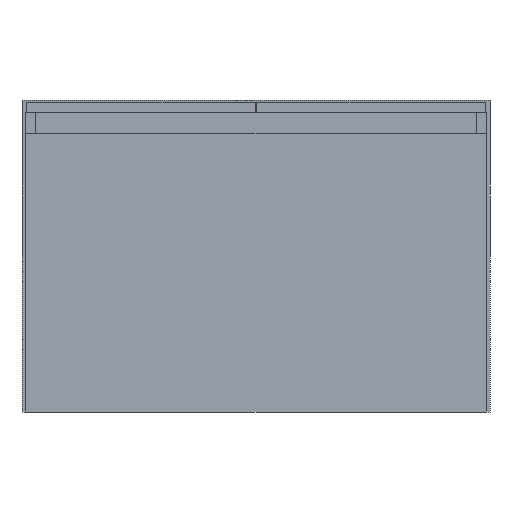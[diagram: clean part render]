
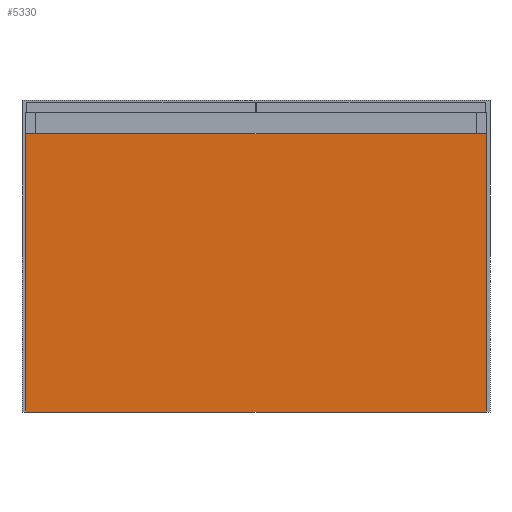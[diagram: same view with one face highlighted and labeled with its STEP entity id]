
A CAD part, front view. The second image highlights one B-rep face of the part: STEP entity #5330.
In plain terms, the highlighted planar face has unit normal (0, -1, 0).
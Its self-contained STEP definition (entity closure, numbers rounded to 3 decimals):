
#59 = EDGE_CURVE ( 'NONE', #1716, #5340, #4717, .T. ) ;
#118 = ORIENTED_EDGE ( 'NONE', *, *, #5265, .T. ) ;
#166 = ORIENTED_EDGE ( 'NONE', *, *, #295, .F. ) ;
#295 = EDGE_CURVE ( 'NONE', #657, #5340, #3415, .T. ) ;
#657 = VERTEX_POINT ( 'NONE', #1588 ) ;
#919 = CARTESIAN_POINT ( 'NONE',  ( -369., -490.1, 0. ) ) ;
#964 = DIRECTION ( 'NONE',  ( 0., -1., 0. ) ) ;
#1056 = VECTOR ( 'NONE', #3029, 1000. ) ;
#1143 = VERTEX_POINT ( 'NONE', #2990 ) ;
#1588 = CARTESIAN_POINT ( 'NONE',  ( 369., -490.1, 0. ) ) ;
#1664 = VECTOR ( 'NONE', #5935, 1000. ) ;
#1716 = VERTEX_POINT ( 'NONE', #2957 ) ;
#1877 = PLANE ( 'NONE',  #4732 ) ;
#2033 = VECTOR ( 'NONE', #2715, 1000. ) ;
#2362 = DIRECTION ( 'NONE',  ( 1., 0., 0. ) ) ;
#2563 = EDGE_CURVE ( 'NONE', #1143, #657, #2833, .T. ) ;
#2571 = ORIENTED_EDGE ( 'NONE', *, *, #2563, .F. ) ;
#2715 = DIRECTION ( 'NONE',  ( -1., 0., 0. ) ) ;
#2776 = ORIENTED_EDGE ( 'NONE', *, *, #59, .T. ) ;
#2833 = LINE ( 'NONE', #3595, #1056 ) ;
#2957 = CARTESIAN_POINT ( 'NONE',  ( -369., -490.1, 446.1 ) ) ;
#2990 = CARTESIAN_POINT ( 'NONE',  ( 369., -490.1, 446.1 ) ) ;
#3029 = DIRECTION ( 'NONE',  ( 0., 0., -1. ) ) ;
#3415 = LINE ( 'NONE', #5612, #2033 ) ;
#3595 = CARTESIAN_POINT ( 'NONE',  ( 369., -490.1, 1240.844 ) ) ;
#3695 = CARTESIAN_POINT ( 'NONE',  ( 369., -490.1, 446.1 ) ) ;
#3813 = CARTESIAN_POINT ( 'NONE',  ( 369., -490.1, 1240.844 ) ) ;
#3883 = DIRECTION ( 'NONE',  ( -1., 0., 0. ) ) ;
#3915 = VECTOR ( 'NONE', #3883, 1000. ) ;
#4717 = LINE ( 'NONE', #5447, #1664 ) ;
#4732 = AXIS2_PLACEMENT_3D ( 'NONE', #3813, #964, #2362 ) ;
#5265 = EDGE_CURVE ( 'NONE', #1143, #1716, #5738, .T. ) ;
#5330 = ADVANCED_FACE ( 'NONE', ( #5661 ), #1877, .T. ) ;
#5340 = VERTEX_POINT ( 'NONE', #919 ) ;
#5447 = CARTESIAN_POINT ( 'NONE',  ( -369., -490.1, 1240.844 ) ) ;
#5612 = CARTESIAN_POINT ( 'NONE',  ( 369., -490.1, 0. ) ) ;
#5661 = FACE_OUTER_BOUND ( 'NONE', #5985, .T. ) ;
#5738 = LINE ( 'NONE', #3695, #3915 ) ;
#5935 = DIRECTION ( 'NONE',  ( 0., 0., -1. ) ) ;
#5985 = EDGE_LOOP ( 'NONE', ( #2571, #118, #2776, #166 ) ) ;
